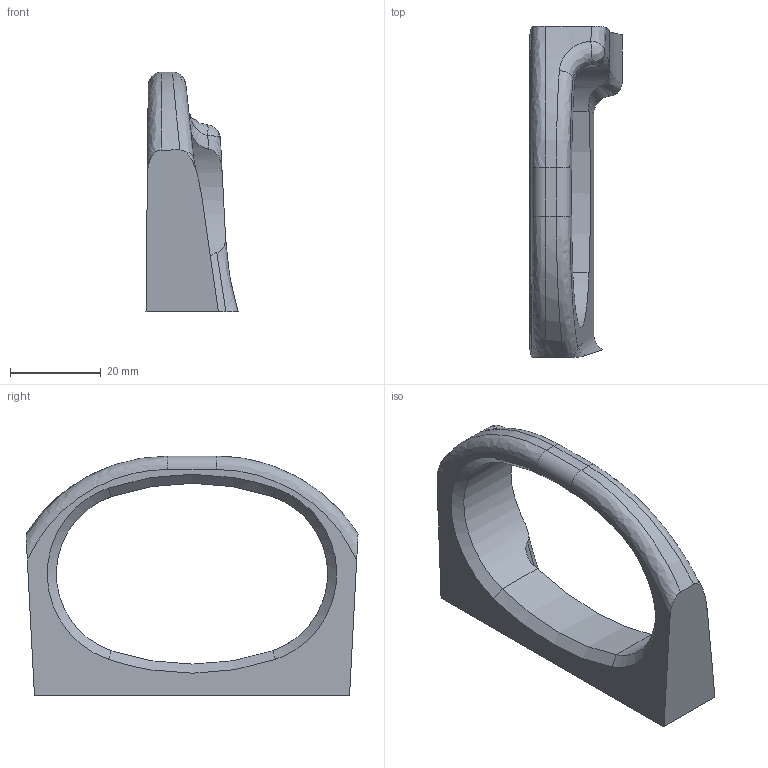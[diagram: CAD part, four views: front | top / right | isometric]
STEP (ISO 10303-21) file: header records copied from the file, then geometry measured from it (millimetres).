
FILE_DESCRIPTION(/* description */ (''),/* implementation_level */ '2;1');
FILE_NAME(/* name */ 'test_löcher_schließen.stp',/* time_stamp */ '2016-04-15T10:37:03+02:00',/* author */ (''),/* organization */ (''),/* preprocessor_version */ 'ST-DEVELOPER v16',/* originating_system */ 'SIEMENS PLM Software NX 10.0',/* authorisation */ '');
FILE_SCHEMA (('AUTOMOTIVE_DESIGN { 1 0 10303 214 3 1 1 1 }'));
Length unit declared in the file: millimetre
Products named in the file (1): klei1CF82370nz2h
Bounding box: 20.33 x 73.37 x 53 mm (x, y, z)
Surface area: 7656.6 mm2 (no closed solid volume)
Topology: 0 solids, 1 shells, 34 faces, 86 edges, 52 vertices
Faces by surface type: bspline 17, cylinder 10, plane 7
Entity records: 2531 total; most frequent: CARTESIAN_POINT 1802, ORIENTED_EDGE 170, EDGE_CURVE 85, DIRECTION 67, B_SPLINE_CURVE_WITH_KNOTS 64, VERTEX_POINT 52, EDGE_LOOP 35, ADVANCED_FACE 34
